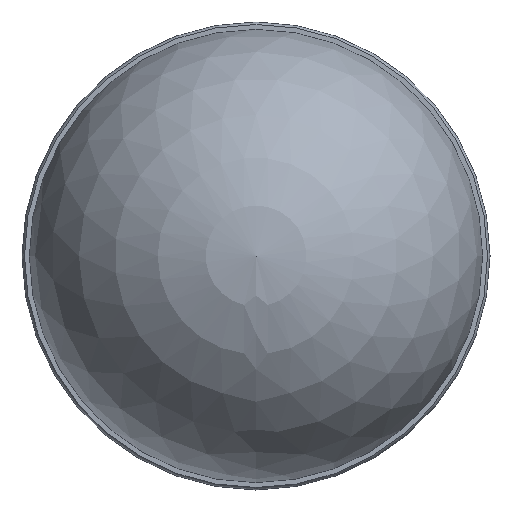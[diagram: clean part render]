
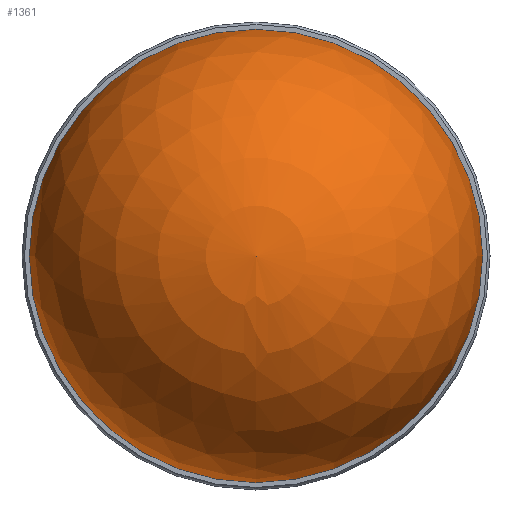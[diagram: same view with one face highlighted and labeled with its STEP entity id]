
A CAD part, front view. The second image highlights one B-rep face of the part: STEP entity #1361.
In plain terms, the highlighted spherical face has radius 45.783 mm.
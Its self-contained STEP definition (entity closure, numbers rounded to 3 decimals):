
#28=SPHERICAL_SURFACE('',#1585,45.784);
#222=FACE_OUTER_BOUND('',#338,.T.);
#338=EDGE_LOOP('',(#1264,#1265,#1266));
#571=CIRCLE('',#1581,45.784);
#574=CIRCLE('',#1586,45.784);
#699=VERTEX_POINT('',#2661);
#702=VERTEX_POINT('',#2669);
#887=EDGE_CURVE('',#699,#699,#571,.T.);
#890=EDGE_CURVE('',#702,#699,#574,.T.);
#1264=ORIENTED_EDGE('',*,*,#887,.T.);
#1265=ORIENTED_EDGE('',*,*,#890,.F.);
#1266=ORIENTED_EDGE('',*,*,#890,.T.);
#1361=ADVANCED_FACE('',(#222),#28,.T.);
#1581=AXIS2_PLACEMENT_3D('',#2662,#2039,#2040);
#1585=AXIS2_PLACEMENT_3D('',#2668,#2047,#2048);
#1586=AXIS2_PLACEMENT_3D('',#2670,#2049,#2050);
#2039=DIRECTION('center_axis',(0.,-1.,0.));
#2040=DIRECTION('ref_axis',(0.,0.,1.));
#2047=DIRECTION('center_axis',(0.,-1.,0.));
#2048=DIRECTION('ref_axis',(0.,0.,1.));
#2049=DIRECTION('center_axis',(1.,0.,0.));
#2050=DIRECTION('ref_axis',(0.,0.,
-1.));
#2661=CARTESIAN_POINT('',(0.,0.,-45.784));
#2662=CARTESIAN_POINT('Origin',(0.,0.,0.));
#2668=CARTESIAN_POINT('Origin',(0.,0.,0.));
#2669=CARTESIAN_POINT('',(0.,-45.784,0.));
#2670=CARTESIAN_POINT('Origin',(0.,0.,0.));
